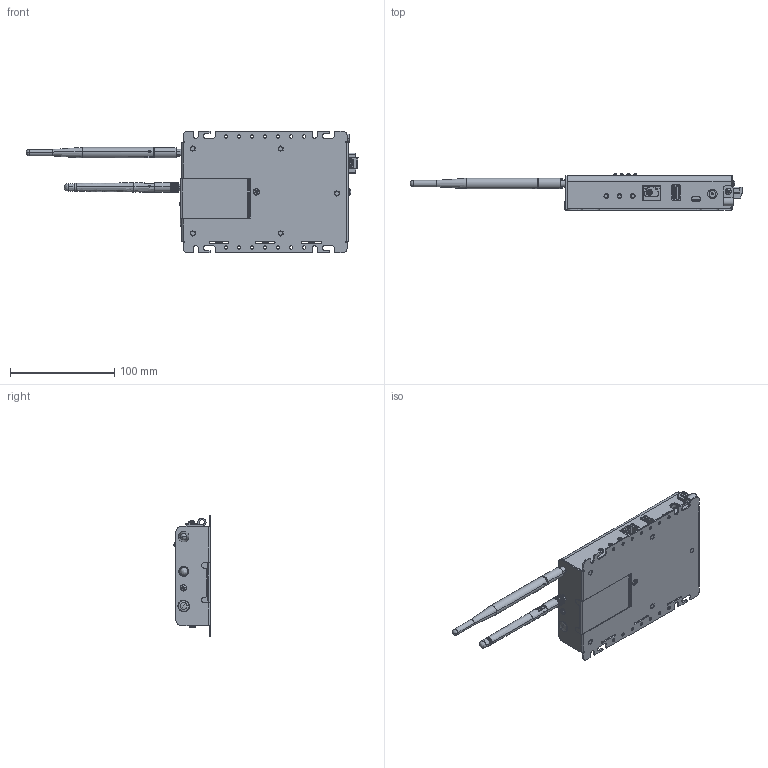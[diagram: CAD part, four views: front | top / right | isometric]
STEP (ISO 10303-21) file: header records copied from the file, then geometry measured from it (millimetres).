
FILE_DESCRIPTION (( 'STEP AP203' ), '1' );
FILE_NAME ('120-012189-000-A001-3DMODEL.STEP', '2016-07-20T21:18:12', ( 'setup' ), ( '' ), 'SwSTEP 2.0', 'SolidWorks 2016', '' );
FILE_SCHEMA (( 'CONFIG_CONTROL_DESIGN' ));
Products named in the file (1): 120-012189-000-A001-3DMODEL
Bounding box: 319.07 x 35.18 x 116.84 mm (x, y, z)
Surface area: 138651.4 mm2 (no closed solid volume)
Topology: 0 solids, 261 shells, 1775 faces, 6935 edges, 5310 vertices
Faces by surface type: plane 1029, cylinder 377, bspline 261, cone 46, torus 32, sphere 30
Entity records: 84419 total; most frequent: CARTESIAN_POINT 29330, DIRECTION 10785, ORIENTED_EDGE 9930, EDGE_CURVE 6859, VERTEX_POINT 5298, LINE 4131, VECTOR 4131, AXIS2_PLACEMENT_3D 3327
